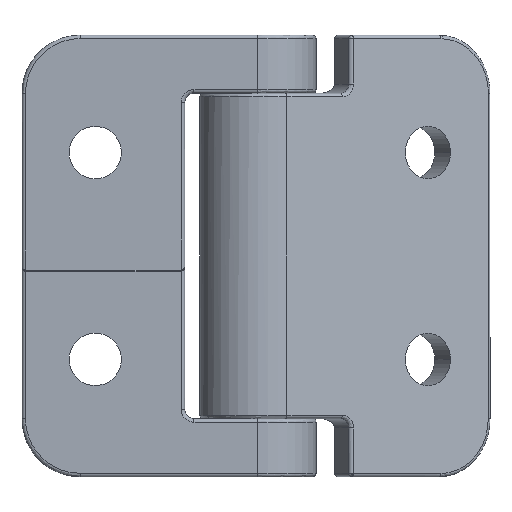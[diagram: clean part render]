
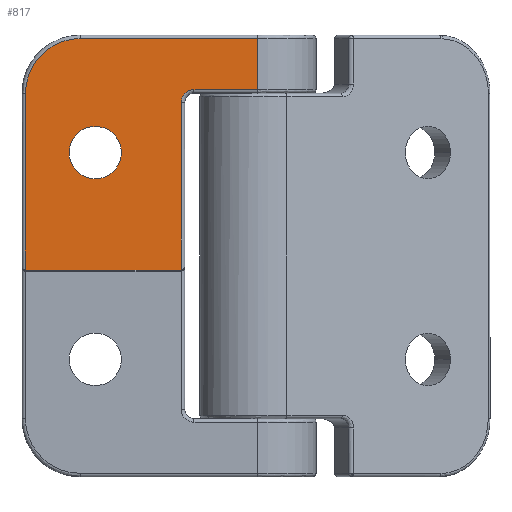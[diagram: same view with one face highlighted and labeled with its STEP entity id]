
A CAD part, front view. The second image highlights one B-rep face of the part: STEP entity #817.
In plain terms, the highlighted planar face has unit normal (0, -1, 0).
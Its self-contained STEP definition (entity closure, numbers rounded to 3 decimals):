
#2 = CIRCLE ( 'NONE', #3331, 2.25 ) ;
#8 = CARTESIAN_POINT ( 'NONE',  ( -15.3, -5., 18.7 ) ) ;
#227 = CARTESIAN_POINT ( 'NONE',  ( -6.6, -5., -1.212 ) ) ;
#258 = ORIENTED_EDGE ( 'NONE', *, *, #6898, .F. ) ;
#462 = PLANE ( 'NONE',  #2437 ) ;
#817 = ADVANCED_FACE ( 'NONE', ( #7306, #1201 ), #462, .F. ) ;
#978 = CARTESIAN_POINT ( 'NONE',  ( -20., -5., 19. ) ) ;
#1009 = DIRECTION ( 'NONE',  ( 0., 0., 1. ) ) ;
#1034 = DIRECTION ( 'NONE',  ( 0., 0., -1. ) ) ;
#1036 = CARTESIAN_POINT ( 'NONE',  ( -6.6, -5., 19. ) ) ;
#1050 = ORIENTED_EDGE ( 'NONE', *, *, #4488, .F. ) ;
#1130 = ORIENTED_EDGE ( 'NONE', *, *, #4553, .F. ) ;
#1164 = CARTESIAN_POINT ( 'NONE',  ( -6.6, -5., 13.844 ) ) ;
#1177 = CARTESIAN_POINT ( 'NONE',  ( -5.5, -5., 14.3 ) ) ;
#1178 = CARTESIAN_POINT ( 'NONE',  ( -6.144, -5., 14.3 ) ) ;
#1201 = FACE_BOUND ( 'NONE', #2956, .T. ) ;
#1260 = DIRECTION ( 'NONE',  ( 0., -1., 0. ) ) ;
#1265 = CARTESIAN_POINT ( 'NONE',  ( -14., -5., 8.9 ) ) ;
#1336 = CARTESIAN_POINT ( 'NONE',  ( -20., -5., -1.212 ) ) ;
#1412 =( BOUNDED_CURVE ( )  B_SPLINE_CURVE ( 3, ( #1177, #1178, #1164, #7037 ),
 .UNSPECIFIED., .F., .T. ) 
 B_SPLINE_CURVE_WITH_KNOTS ( ( 4, 4 ),
 ( 0., 1. ),
 .UNSPECIFIED. ) 
 CURVE ( )  GEOMETRIC_REPRESENTATION_ITEM ( )  RATIONAL_B_SPLINE_CURVE ( ( 1., 0.805, 0.805, 1. ) ) 
 REPRESENTATION_ITEM ( '' )  );
#1473 = CARTESIAN_POINT ( 'NONE',  ( -5.5, -5., 14.3 ) ) ;
#1498 = ORIENTED_EDGE ( 'NONE', *, *, #7369, .F. ) ;
#1525 = CARTESIAN_POINT ( 'NONE',  ( -14., -5., 6.65 ) ) ;
#1694 = EDGE_CURVE ( 'NONE', #1874, #5965, #2187, .T. ) ;
#1845 = CARTESIAN_POINT ( 'NONE',  ( -20., -5., 14. ) ) ;
#1874 = VERTEX_POINT ( 'NONE', #4626 ) ;
#1938 =( BOUNDED_CURVE ( )  B_SPLINE_CURVE ( 3, ( #6199, #4126, #3261, #2548 ),
 .UNSPECIFIED., .F., .T. ) 
 B_SPLINE_CURVE_WITH_KNOTS ( ( 4, 4 ),
 ( 0., 1. ),
 .UNSPECIFIED. ) 
 CURVE ( )  GEOMETRIC_REPRESENTATION_ITEM ( )  RATIONAL_B_SPLINE_CURVE ( ( 1., 0.805, 0.805, 1. ) ) 
 REPRESENTATION_ITEM ( '' )  );
#2129 = EDGE_CURVE ( 'NONE', #3813, #1874, #6384, .T. ) ;
#2187 = LINE ( 'NONE', #6207, #3059 ) ;
#2284 = ORIENTED_EDGE ( 'NONE', *, *, #2129, .F. ) ;
#2355 = DIRECTION ( 'NONE',  ( -1., 0., 0. ) ) ;
#2437 = AXIS2_PLACEMENT_3D ( 'NONE', #4409, #5134, #6777 ) ;
#2494 = VERTEX_POINT ( 'NONE', #1845 ) ;
#2548 = CARTESIAN_POINT ( 'NONE',  ( -15.3, -5., 18.7 ) ) ;
#2876 = VERTEX_POINT ( 'NONE', #1473 ) ;
#2956 = EDGE_LOOP ( 'NONE', ( #1130, #7136 ) ) ;
#3059 = VECTOR ( 'NONE', #6057, 1000. ) ;
#3060 = LINE ( 'NONE', #5903, #3097 ) ;
#3097 = VECTOR ( 'NONE', #2355, 1000. ) ;
#3098 = VERTEX_POINT ( 'NONE', #1336 ) ;
#3122 = EDGE_CURVE ( 'NONE', #6598, #5647, #5122, .T. ) ;
#3208 = DIRECTION ( 'NONE',  ( 0., 0., 1. ) ) ;
#3242 = CARTESIAN_POINT ( 'NONE',  ( 0., -5., 18.7 ) ) ;
#3256 = DIRECTION ( 'NONE',  ( 1., 0., 0. ) ) ;
#3261 = CARTESIAN_POINT ( 'NONE',  ( -18.053, -5., 18.7 ) ) ;
#3320 = EDGE_CURVE ( 'NONE', #4575, #5613, #5861, .T. ) ;
#3331 = AXIS2_PLACEMENT_3D ( 'NONE', #5508, #5417, #5406 ) ;
#3474 = VECTOR ( 'NONE', #5530, 1000. ) ;
#3813 = VERTEX_POINT ( 'NONE', #8 ) ;
#3945 = VECTOR ( 'NONE', #1034, 1000. ) ;
#4126 = CARTESIAN_POINT ( 'NONE',  ( -20., -5., 16.753 ) ) ;
#4153 = LINE ( 'NONE', #5683, #3474 ) ;
#4208 = ORIENTED_EDGE ( 'NONE', *, *, #6824, .F. ) ;
#4409 = CARTESIAN_POINT ( 'NONE',  ( 0., -5., 19. ) ) ;
#4488 = EDGE_CURVE ( 'NONE', #5613, #3098, #4153, .T. ) ;
#4553 = EDGE_CURVE ( 'NONE', #5647, #6598, #2, .T. ) ;
#4575 = VERTEX_POINT ( 'NONE', #5381 ) ;
#4626 = CARTESIAN_POINT ( 'NONE',  ( 0., -5., 18.7 ) ) ;
#4714 = ORIENTED_EDGE ( 'NONE', *, *, #1694, .F. ) ;
#4794 = EDGE_LOOP ( 'NONE', ( #1050, #5779, #4208, #5710, #4714, #2284, #1498, #258 ) ) ;
#4911 = CARTESIAN_POINT ( 'NONE',  ( -14., -5., 11.15 ) ) ;
#5042 = VECTOR ( 'NONE', #1009, 1000. ) ;
#5122 = CIRCLE ( 'NONE', #6008, 2.25 ) ;
#5134 = DIRECTION ( 'NONE',  ( 0., 1., 0. ) ) ;
#5144 = LINE ( 'NONE', #978, #5042 ) ;
#5381 = CARTESIAN_POINT ( 'NONE',  ( -6.6, -5., 13.2 ) ) ;
#5406 = DIRECTION ( 'NONE',  ( 0., 0., 1. ) ) ;
#5417 = DIRECTION ( 'NONE',  ( 0., -1., 0. ) ) ;
#5462 = EDGE_CURVE ( 'NONE', #5965, #2876, #3060, .T. ) ;
#5508 = CARTESIAN_POINT ( 'NONE',  ( -14., -5., 8.9 ) ) ;
#5530 = DIRECTION ( 'NONE',  ( -1., 0., 0. ) ) ;
#5613 = VERTEX_POINT ( 'NONE', #227 ) ;
#5647 = VERTEX_POINT ( 'NONE', #4911 ) ;
#5683 = CARTESIAN_POINT ( 'NONE',  ( 0., -5., -1.212 ) ) ;
#5710 = ORIENTED_EDGE ( 'NONE', *, *, #5462, .F. ) ;
#5779 = ORIENTED_EDGE ( 'NONE', *, *, #3320, .F. ) ;
#5861 = LINE ( 'NONE', #1036, #3945 ) ;
#5903 = CARTESIAN_POINT ( 'NONE',  ( 0., -5., 14.3 ) ) ;
#5965 = VERTEX_POINT ( 'NONE', #6263 ) ;
#6008 = AXIS2_PLACEMENT_3D ( 'NONE', #1265, #1260, #3208 ) ;
#6057 = DIRECTION ( 'NONE',  ( 0., 0., -1. ) ) ;
#6199 = CARTESIAN_POINT ( 'NONE',  ( -20., -5., 14. ) ) ;
#6207 = CARTESIAN_POINT ( 'NONE',  ( 0., -5., 19. ) ) ;
#6263 = CARTESIAN_POINT ( 'NONE',  ( 0., -5., 14.3 ) ) ;
#6384 = LINE ( 'NONE', #3242, #6829 ) ;
#6598 = VERTEX_POINT ( 'NONE', #1525 ) ;
#6777 = DIRECTION ( 'NONE',  ( 0., 0., 1. ) ) ;
#6824 = EDGE_CURVE ( 'NONE', #2876, #4575, #1412, .T. ) ;
#6829 = VECTOR ( 'NONE', #3256, 1000. ) ;
#6898 = EDGE_CURVE ( 'NONE', #3098, #2494, #5144, .T. ) ;
#7037 = CARTESIAN_POINT ( 'NONE',  ( -6.6, -5., 13.2 ) ) ;
#7136 = ORIENTED_EDGE ( 'NONE', *, *, #3122, .F. ) ;
#7306 = FACE_OUTER_BOUND ( 'NONE', #4794, .T. ) ;
#7369 = EDGE_CURVE ( 'NONE', #2494, #3813, #1938, .T. ) ;
